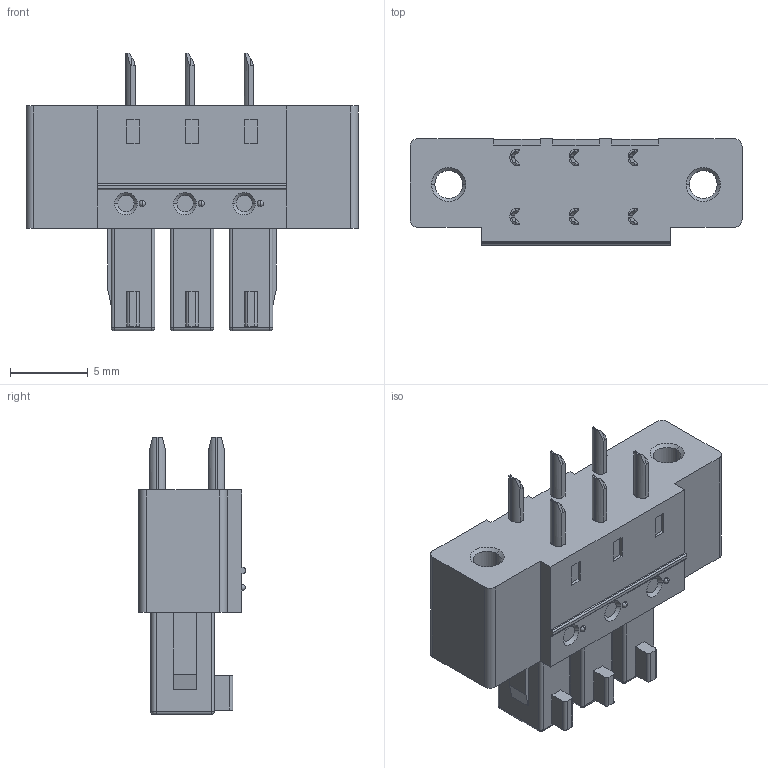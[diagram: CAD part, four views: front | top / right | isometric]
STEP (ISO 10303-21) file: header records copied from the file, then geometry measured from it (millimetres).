
FILE_DESCRIPTION((''),'2;1');
FILE_NAME('32','2016-10-10T',('QZY'),(''),'CREO PARAMETRIC BY PTC INC, 2014440','CREO PARAMETRIC BY PTC INC, 2014440','');
FILE_SCHEMA(('CONFIG_CONTROL_DESIGN'));
Length unit declared in the file: millimetre
Products named in the file (1): 32
Bounding box: 21.42 x 6.85 x 17.9 mm (x, y, z)
Volume: 1130 mm3; surface area: 1691.3 mm2
Topology: 1 solids, 1 shells, 1009 faces, 2998 edges, 1837 vertices
Faces by surface type: plane 676, cylinder 238, cone 52, bspline 28, sphere 12, torus 3
Entity records: 38884 total; most frequent: CARTESIAN_POINT 11800, ORIENTED_EDGE 5984, DIRECTION 5345, EDGE_CURVE 2992, VERTEX_POINT 1837, AXIS2_PLACEMENT_3D 1796, VECTOR 1753, LINE 1753
